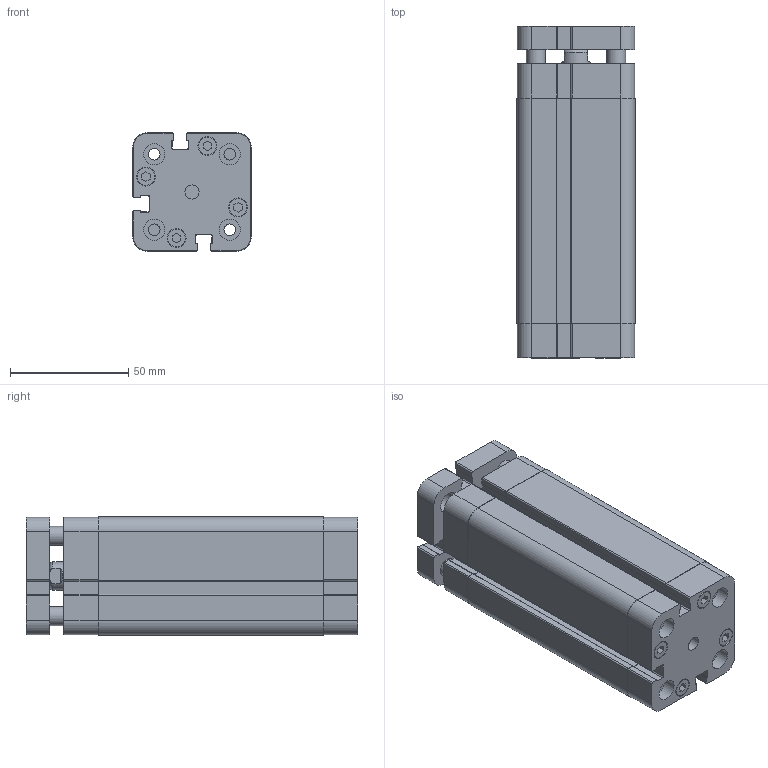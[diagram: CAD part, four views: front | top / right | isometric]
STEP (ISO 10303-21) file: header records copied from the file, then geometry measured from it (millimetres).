
FILE_DESCRIPTION((''),'2;1');
FILE_NAME('ADMA032.080.GS.F.stp','2011-08-25T14:23:52',('Administrator'),(''),'Autodesk Inventor 2012','Autodesk Inventor 2012','');
FILE_SCHEMA(('AUTOMOTIVE_DESIGN { 1 0 10303 214 1 1 1 1 }'));
Length unit declared in the file: millimetre
Products named in the file (1): ADMA032.080.GS.F
Bounding box: 50.1 x 140.5 x 50.1 mm (x, y, z)
Volume: 300144 mm3; surface area: 53206.5 mm2
Topology: 1 solids, 1 shells, 389 faces, 1026 edges, 686 vertices
Faces by surface type: plane 231, cylinder 157, torus 1
Full cylindrical faces by diameter (mm): 4.917 x4, 5 x4, 6 x1, 7.5 x8, 8 x10, 8.5 x2, 8.566 x2, 9 x8, 9.5 x2, 10 x1, 12 x1, 13.6 x1, 17 x1
Entity records: 12284 total; most frequent: CARTESIAN_POINT 2082, DIRECTION 2068, ORIENTED_EDGE 1944, EDGE_CURVE 972, AXIS2_PLACEMENT_3D 708, VERTEX_POINT 678, VECTOR 652, LINE 652
